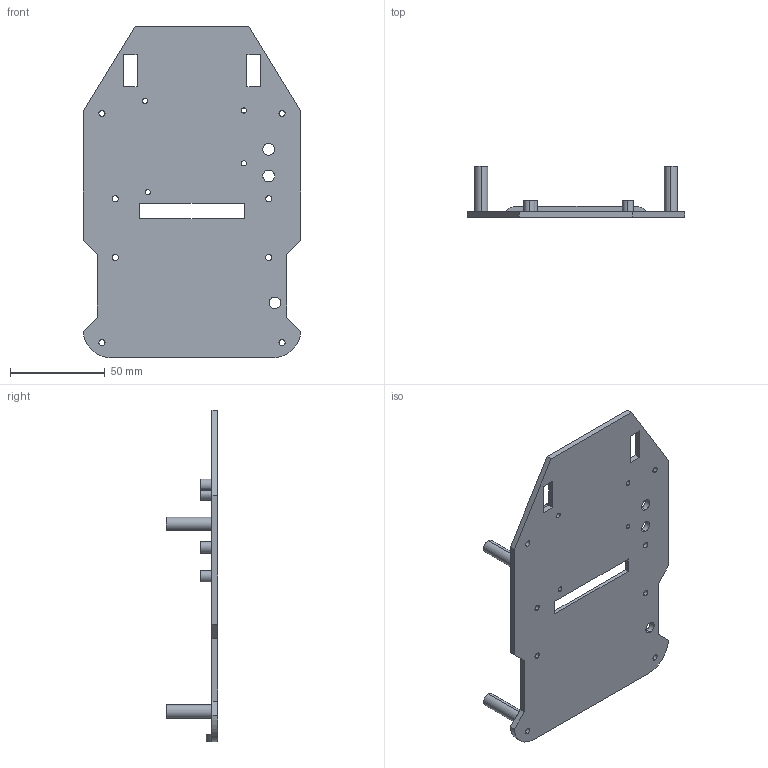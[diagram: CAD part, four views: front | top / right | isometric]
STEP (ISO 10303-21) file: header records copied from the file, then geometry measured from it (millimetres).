
FILE_DESCRIPTION (( 'STEP AP203' ), '1' );
FILE_NAME ('MiddlePlaqueV4.STEP', '2025-08-31T22:32:54', ( '' ), ( '' ), 'SwSTEP 2.0', 'SolidWorks 2023', '' );
FILE_SCHEMA (( 'CONFIG_CONTROL_DESIGN' ));
Length unit declared in the file: millimetre
Products named in the file (1): MiddlePlaqueV4
Bounding box: 115 x 27 x 175 mm (x, y, z)
Volume: 51266.5 mm3; surface area: 41289.9 mm2
Topology: 1 solids, 1 shells, 106 faces, 274 edges, 182 vertices
Faces by surface type: cylinder 58, plane 48
Entity records: 3427 total; most frequent: DIRECTION 604, CARTESIAN_POINT 563, ORIENTED_EDGE 548, EDGE_CURVE 274, AXIS2_PLACEMENT_3D 223, VERTEX_POINT 182, VECTOR 158, LINE 158
